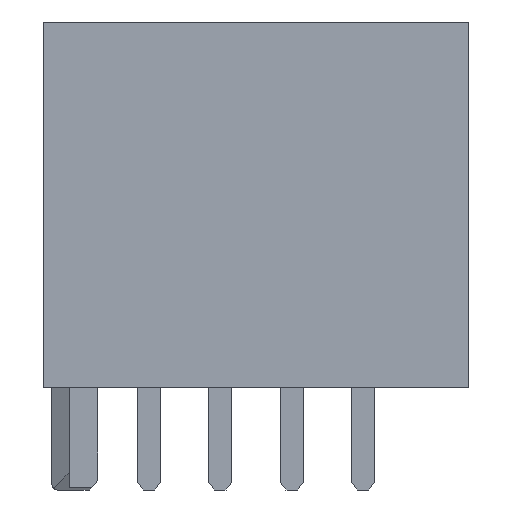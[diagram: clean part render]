
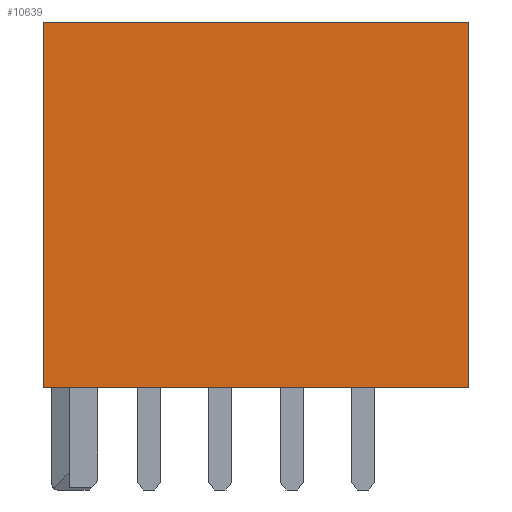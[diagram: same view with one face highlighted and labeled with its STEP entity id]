
A CAD part, left-side view. The second image highlights one B-rep face of the part: STEP entity #10639.
In plain terms, the highlighted planar face has unit normal (-1, 0, 0).
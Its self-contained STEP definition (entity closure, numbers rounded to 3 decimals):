
#1430=ORIENTED_EDGE('',*,*,#3201,.F.);
#1431=ORIENTED_EDGE('',*,*,#3293,.F.);
#1432=ORIENTED_EDGE('',*,*,#3210,.F.);
#1433=ORIENTED_EDGE('',*,*,#3193,.F.);
#3193=EDGE_CURVE('',#4167,#4168,#5053,.T.);
#3201=EDGE_CURVE('',#4173,#4167,#5061,.T.);
#3210=EDGE_CURVE('',#4168,#4178,#5070,.T.);
#3293=EDGE_CURVE('',#4178,#4173,#5153,.T.);
#4167=VERTEX_POINT('',#14802);
#4168=VERTEX_POINT('',#14804);
#4173=VERTEX_POINT('',#14818);
#4178=VERTEX_POINT('',#14839);
#5053=LINE('',#14803,#6147);
#5061=LINE('',#14819,#6155);
#5070=LINE('',#14838,#6164);
#5153=LINE('',#14991,#6247);
#6147=VECTOR('',#12431,1000.);
#6155=VECTOR('',#12443,1000.);
#6164=VECTOR('',#12464,1000.);
#6247=VECTOR('',#12621,1000.);
#6742=EDGE_LOOP('',(#1430,#1431,#1432,#1433));
#7154=FACE_BOUND('',#6742,.T.);
#7541=PLANE('',#11079);
#10639=ADVANCED_FACE('',(#7154),#7541,.F.);
#11079=AXIS2_PLACEMENT_3D('',#14990,#12619,#12620);
#12431=DIRECTION('',(0.,1.,0.));
#12443=DIRECTION('',(0.,0.,-1.));
#12464=DIRECTION('',(0.,0.,1.));
#12619=DIRECTION('',(1.,0.,0.));
#12620=DIRECTION('',(0.,0.,1.));
#12621=DIRECTION('',(0.,-1.,0.));
#14802=CARTESIAN_POINT('',(-8.5,-7.45,-6.4));
#14803=CARTESIAN_POINT('',(-8.5,-7.45,-6.4));
#14804=CARTESIAN_POINT('',(-8.5,7.45,-6.4));
#14818=CARTESIAN_POINT('',(-8.5,-7.45,6.4));
#14819=CARTESIAN_POINT('',(-8.5,-7.45,6.4));
#14838=CARTESIAN_POINT('',(-8.5,7.45,-6.4));
#14839=CARTESIAN_POINT('',(-8.5,7.45,6.4));
#14990=CARTESIAN_POINT('',(-8.5,0.,0.));
#14991=CARTESIAN_POINT('',(-8.5,7.45,6.4));
